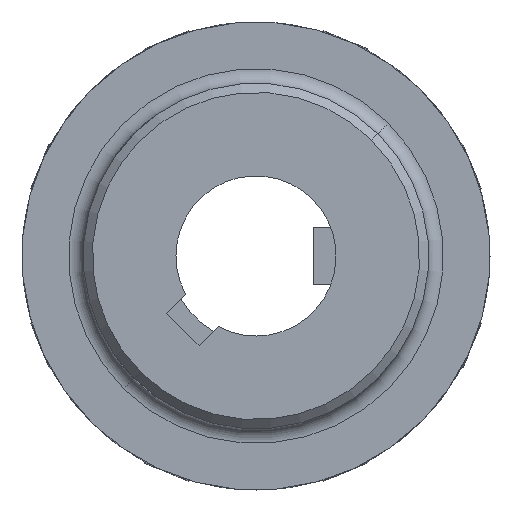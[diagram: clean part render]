
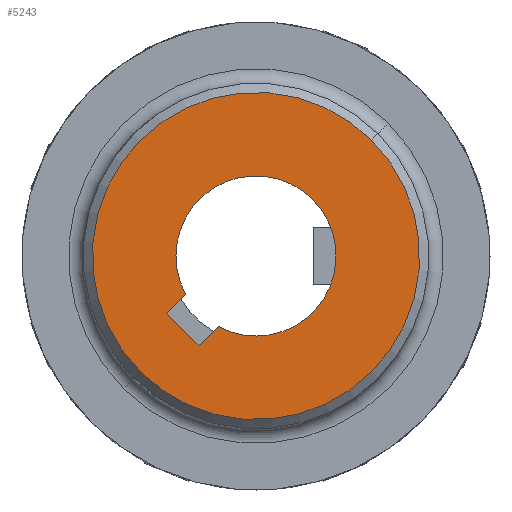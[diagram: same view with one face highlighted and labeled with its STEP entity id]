
A CAD part, front view. The second image highlights one B-rep face of the part: STEP entity #5243.
In plain terms, the highlighted face is planar.
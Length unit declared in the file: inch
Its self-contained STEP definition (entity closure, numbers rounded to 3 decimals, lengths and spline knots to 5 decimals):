
#44 = EDGE_CURVE ( 'NONE', #7763, #2216, #1967, .T. ) ;
#88 = EDGE_CURVE ( 'NONE', #2938, #5060, #6155, .T. ) ;
#182 = LINE ( 'NONE', #6304, #1726 ) ;
#413 = CARTESIAN_POINT ( 'NONE',  ( 0., 1.35, 0.895 ) ) ;
#419 = FACE_OUTER_BOUND ( 'NONE', #6472, .T. ) ;
#490 = CARTESIAN_POINT ( 'NONE',  ( 0.125, 1.35, -0.567 ) ) ;
#642 = AXIS2_PLACEMENT_3D ( 'NONE', #4227, #8166, #8089 ) ;
#698 = DIRECTION ( 'NONE',  ( 0., 1., 0. ) ) ;
#823 = FACE_BOUND ( 'NONE', #1992, .T. ) ;
#843 = EDGE_CURVE ( 'NONE', #2036, #7970, #8018, .T. ) ;
#1004 = CIRCLE ( 'NONE', #4663, 0.895 ) ;
#1090 = DIRECTION ( 'NONE',  ( 0., 0., -1. ) ) ;
#1245 = CARTESIAN_POINT ( 'NONE',  ( 0., 1.35, 0.438 ) ) ;
#1412 = CARTESIAN_POINT ( 'NONE',  ( 0., 1.35, 0. ) ) ;
#1502 = ORIENTED_EDGE ( 'NONE', *, *, #44, .F. ) ;
#1574 = DIRECTION ( 'NONE',  ( 0., 1., 0. ) ) ;
#1726 = VECTOR ( 'NONE', #1090, 39.37008 ) ;
#1967 = CIRCLE ( 'NONE', #642, 0.438 ) ;
#1992 = EDGE_LOOP ( 'NONE', ( #4774, #6494, #1502, #3263, #8378 ) ) ;
#2036 = VERTEX_POINT ( 'NONE', #413 ) ;
#2066 = PLANE ( 'NONE',  #5659 ) ;
#2205 = CARTESIAN_POINT ( 'NONE',  ( 0., 1.35, 0. ) ) ;
#2216 = VERTEX_POINT ( 'NONE', #1245 ) ;
#2236 = DIRECTION ( 'NONE',  ( 0., 1., 0. ) ) ;
#2334 = CIRCLE ( 'NONE', #4374, 0.438 ) ;
#2445 = CARTESIAN_POINT ( 'NONE',  ( 0., 1.35, -0.895 ) ) ;
#2710 = CARTESIAN_POINT ( 'NONE',  ( -0.125, 1.35, -0.567 ) ) ;
#2739 = DIRECTION ( 'NONE',  ( 0., 0., 1. ) ) ;
#2744 = DIRECTION ( 'NONE',  ( 0., 0., 1. ) ) ;
#2878 = LINE ( 'NONE', #2710, #8011 ) ;
#2938 = VERTEX_POINT ( 'NONE', #490 ) ;
#3263 = ORIENTED_EDGE ( 'NONE', *, *, #6033, .F. ) ;
#3326 = DIRECTION ( 'NONE',  ( 0., 1., 0. ) ) ;
#3483 = EDGE_CURVE ( 'NONE', #3638, #2938, #182, .T. ) ;
#3638 = VERTEX_POINT ( 'NONE', #6442 ) ;
#3783 = CARTESIAN_POINT ( 'NONE',  ( -0.125, 1.35, -0.567 ) ) ;
#3964 = AXIS2_PLACEMENT_3D ( 'NONE', #2205, #2236, #2739 ) ;
#4134 = CARTESIAN_POINT ( 'NONE',  ( -0.125, 1.35, -0.41978 ) ) ;
#4227 = CARTESIAN_POINT ( 'NONE',  ( 0., 1.35, 0. ) ) ;
#4374 = AXIS2_PLACEMENT_3D ( 'NONE', #4621, #698, #5278 ) ;
#4621 = CARTESIAN_POINT ( 'NONE',  ( 0., 1.35, 0. ) ) ;
#4663 = AXIS2_PLACEMENT_3D ( 'NONE', #5492, #1574, #6139 ) ;
#4670 = DIRECTION ( 'NONE',  ( 0., 0., 1. ) ) ;
#4713 = EDGE_CURVE ( 'NONE', #2216, #3638, #2334, .T. ) ;
#4774 = ORIENTED_EDGE ( 'NONE', *, *, #3483, .F. ) ;
#5060 = VERTEX_POINT ( 'NONE', #3783 ) ;
#5070 = DIRECTION ( 'NONE',  ( -1., 0., 0. ) ) ;
#5243 = ADVANCED_FACE ( 'NONE', ( #419, #823 ), #2066, .T. ) ;
#5278 = DIRECTION ( 'NONE',  ( 0., 0., 1. ) ) ;
#5492 = CARTESIAN_POINT ( 'NONE',  ( 0., 1.35, 0. ) ) ;
#5659 = AXIS2_PLACEMENT_3D ( 'NONE', #1412, #3326, #2744 ) ;
#6033 = EDGE_CURVE ( 'NONE', #5060, #7763, #2878, .T. ) ;
#6139 = DIRECTION ( 'NONE',  ( 0., 0., 1. ) ) ;
#6155 = LINE ( 'NONE', #6311, #7645 ) ;
#6294 = ORIENTED_EDGE ( 'NONE', *, *, #6827, .T. ) ;
#6304 = CARTESIAN_POINT ( 'NONE',  ( 0.125, 1.35, -0.567 ) ) ;
#6311 = CARTESIAN_POINT ( 'NONE',  ( 0.125, 1.35, -0.567 ) ) ;
#6442 = CARTESIAN_POINT ( 'NONE',  ( 0.125, 1.35, -0.41978 ) ) ;
#6472 = EDGE_LOOP ( 'NONE', ( #6294, #7978 ) ) ;
#6494 = ORIENTED_EDGE ( 'NONE', *, *, #4713, .F. ) ;
#6827 = EDGE_CURVE ( 'NONE', #7970, #2036, #1004, .T. ) ;
#7645 = VECTOR ( 'NONE', #5070, 39.37008 ) ;
#7763 = VERTEX_POINT ( 'NONE', #4134 ) ;
#7970 = VERTEX_POINT ( 'NONE', #2445 ) ;
#7978 = ORIENTED_EDGE ( 'NONE', *, *, #843, .T. ) ;
#8011 = VECTOR ( 'NONE', #4670, 39.37008 ) ;
#8018 = CIRCLE ( 'NONE', #3964, 0.895 ) ;
#8089 = DIRECTION ( 'NONE',  ( 0., 0., 1. ) ) ;
#8166 = DIRECTION ( 'NONE',  ( 0., 1., 0. ) ) ;
#8378 = ORIENTED_EDGE ( 'NONE', *, *, #88, .F. ) ;
